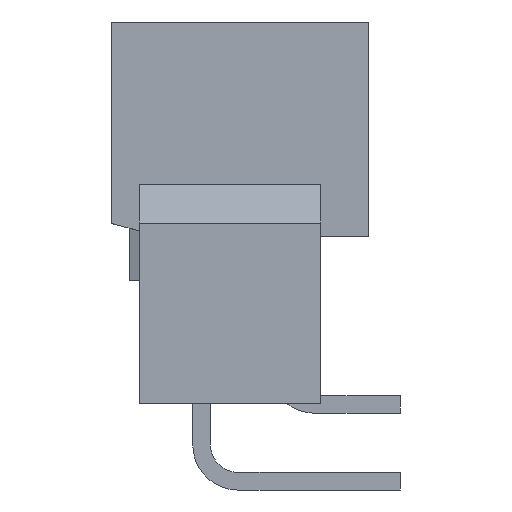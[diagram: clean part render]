
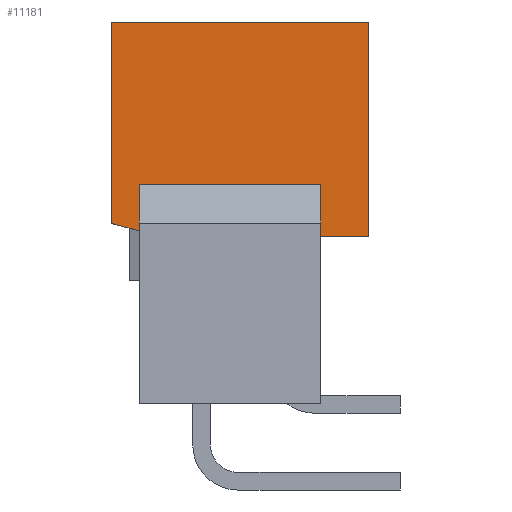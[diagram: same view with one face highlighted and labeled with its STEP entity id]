
A CAD part, left-side view. The second image highlights one B-rep face of the part: STEP entity #11181.
In plain terms, the highlighted planar face has unit normal (-1, 0, 0).
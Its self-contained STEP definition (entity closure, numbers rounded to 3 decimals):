
#72=DIRECTION('',(0.,-1.,0.));
#73=VECTOR('',#72,6.);
#74=CARTESIAN_POINT('',(-23.56,3.335,-5.38));
#75=LINE('',#74,#73);
#76=DIRECTION('',(0.,0.,-1.));
#77=VECTOR('',#76,1.53);
#78=CARTESIAN_POINT('',(-23.56,3.335,-5.38));
#79=LINE('',#78,#77);
#80=DIRECTION('',(0.,0.966,0.259));
#81=VECTOR('',#80,0.952);
#82=CARTESIAN_POINT('',(-23.56,3.335,-6.91));
#83=LINE('',#82,#81);
#84=DIRECTION('',(0.,0.,1.));
#85=VECTOR('',#84,6.664);
#86=CARTESIAN_POINT('',(-23.56,4.255,-6.664));
#87=LINE('',#86,#85);
#88=DIRECTION('',(0.,-1.,0.));
#89=VECTOR('',#88,8.51);
#90=CARTESIAN_POINT('',(-23.56,4.255,0.));
#91=LINE('',#90,#89);
#92=DIRECTION('',(0.,0.,-1.));
#93=VECTOR('',#92,7.09);
#94=CARTESIAN_POINT('',(-23.56,-4.255,0.));
#95=LINE('',#94,#93);
#96=DIRECTION('',(0.,1.,0.));
#97=VECTOR('',#96,1.59);
#98=CARTESIAN_POINT('',(-23.56,-4.255,-7.09));
#99=LINE('',#98,#97);
#100=DIRECTION('',(0.,0.,1.));
#101=VECTOR('',#100,1.71);
#102=CARTESIAN_POINT('',(-23.56,-2.665,-7.09));
#103=LINE('',#102,#101);
#8434=CARTESIAN_POINT('',(-23.56,4.255,0.));
#8435=CARTESIAN_POINT('',(-23.56,-4.255,0.));
#8436=VERTEX_POINT('',#8434);
#8437=VERTEX_POINT('',#8435);
#8438=CARTESIAN_POINT('',(-23.56,-4.255,-7.09));
#8439=VERTEX_POINT('',#8438);
#8440=CARTESIAN_POINT('',(-23.56,4.255,-6.664));
#8441=VERTEX_POINT('',#8440);
#8468=CARTESIAN_POINT('',(-23.56,3.335,-5.38));
#8469=CARTESIAN_POINT('',(-23.56,-2.665,-5.38));
#8470=VERTEX_POINT('',#8468);
#8471=VERTEX_POINT('',#8469);
#8472=CARTESIAN_POINT('',(-23.56,3.335,-6.91));
#8473=VERTEX_POINT('',#8472);
#8488=CARTESIAN_POINT('',(-23.56,-2.665,-7.09));
#8489=VERTEX_POINT('',#8488);
#11158=CARTESIAN_POINT('',(-23.56,0.,0.));
#11159=DIRECTION('',(1.,0.,0.));
#11160=DIRECTION('',(0.,0.,-1.));
#11161=AXIS2_PLACEMENT_3D('',#11158,#11159,#11160);
#11162=PLANE('',#11161);
#11164=ORIENTED_EDGE('',*,*,#11163,.F.);
#11166=ORIENTED_EDGE('',*,*,#11165,.T.);
#11168=ORIENTED_EDGE('',*,*,#11167,.T.);
#11170=ORIENTED_EDGE('',*,*,#11169,.T.);
#11172=ORIENTED_EDGE('',*,*,#11171,.T.);
#11174=ORIENTED_EDGE('',*,*,#11173,.T.);
#11176=ORIENTED_EDGE('',*,*,#11175,.T.);
#11178=ORIENTED_EDGE('',*,*,#11177,.T.);
#11179=EDGE_LOOP('',(#11164,#11166,#11168,#11170,#11172,#11174,#11176,#11178));
#11180=FACE_OUTER_BOUND('',#11179,.F.);
#11181=ADVANCED_FACE('',(#11180),#11162,.F.);
#11163=EDGE_CURVE('',#8470,#8471,#75,.T.);
#11165=EDGE_CURVE('',#8470,#8473,#79,.T.);
#11167=EDGE_CURVE('',#8473,#8441,#83,.T.);
#11169=EDGE_CURVE('',#8441,#8436,#87,.T.);
#11171=EDGE_CURVE('',#8436,#8437,#91,.T.);
#11173=EDGE_CURVE('',#8437,#8439,#95,.T.);
#11175=EDGE_CURVE('',#8439,#8489,#99,.T.);
#11177=EDGE_CURVE('',#8489,#8471,#103,.T.);
